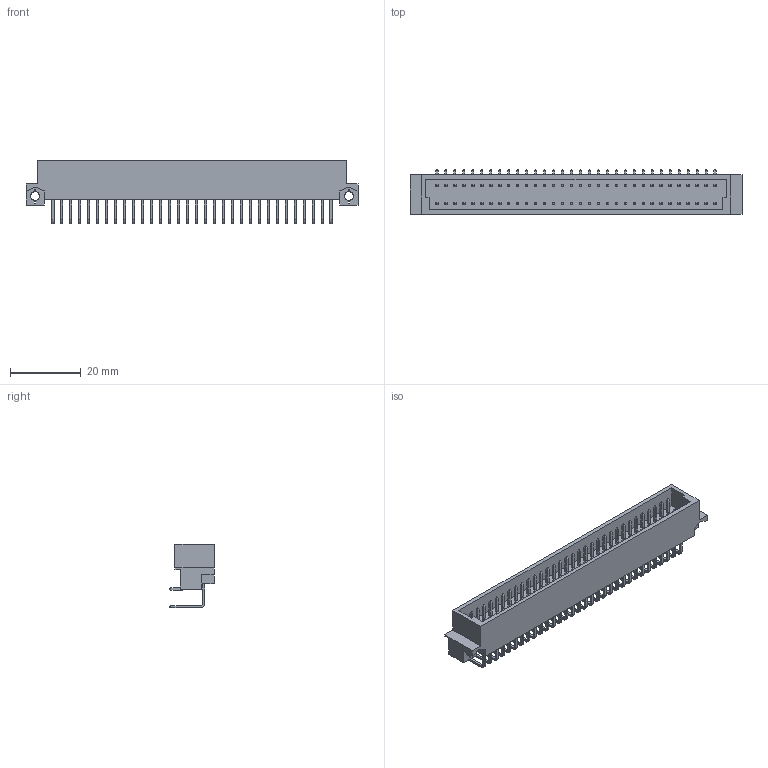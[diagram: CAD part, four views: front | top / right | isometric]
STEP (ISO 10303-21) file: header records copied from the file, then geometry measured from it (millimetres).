
FILE_DESCRIPTION(('STEP AP214'),'1');
FILE_NAME('din_41612_male_c-64acr-2.stp','2020-04-09T08:16:19',('TraceParts'),('TraceParts S.A.'),'Spatial InterOp 3D',' ',' ');
FILE_SCHEMA(('AUTOMOTIVE_DESIGN { 1 0 10303 214 1 1 1 1 }'));
Length unit declared in the file: millimetre
Products named in the file (1): din_41612_male_c-64acr-2
Bounding box: 94 x 12.55 x 18.11 mm (x, y, z)
Volume: 6403.3 mm3; surface area: 8097.2 mm2
Topology: 1 solids, 1 shells, 1527 faces, 3804 edges, 2408 vertices
Faces by surface type: plane 1391, cylinder 136
Entity records: 56438 total; most frequent: CARTESIAN_POINT 7740, ORIENTED_EDGE 7608, DIRECTION 7132, EDGE_CURVE 3804, LINE 3532, VECTOR 3532, VERTEX_POINT 2408, AXIS2_PLACEMENT_3D 1800
